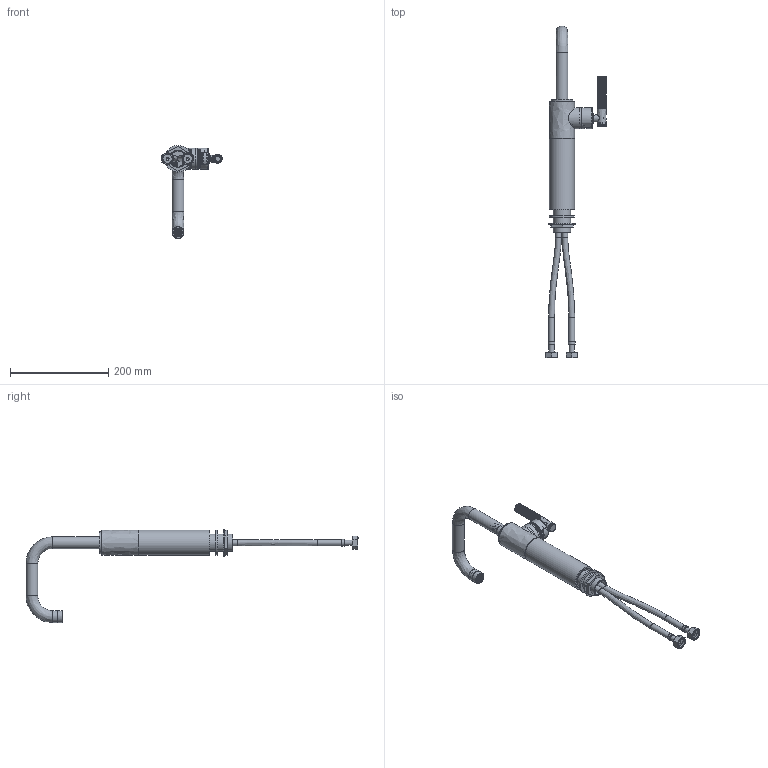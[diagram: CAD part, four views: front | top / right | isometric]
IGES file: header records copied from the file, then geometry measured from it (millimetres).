
Global section: file name: LANDMARK THINNER SPOUTS EXPORTV7K31SLL-LH; native system: Autodesk Inventor 2020; preprocessor: unknown; author: adaniels; date: 20221128.045851; units: millimetre
Bounding box: 122.35 x 674.25 x 188.99 mm (x, y, z)
Volume: 501570.5 mm3; surface area: 249291.2 mm2
Topology: 49 solids, 50 shells, 2864 faces, 7528 edges, 4925 vertices
Faces by surface type: bspline 2864
